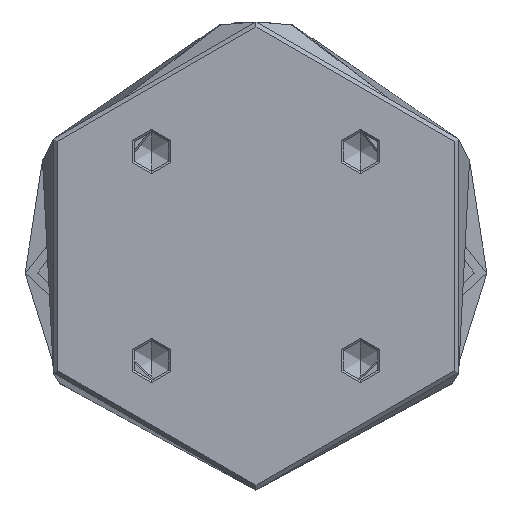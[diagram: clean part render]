
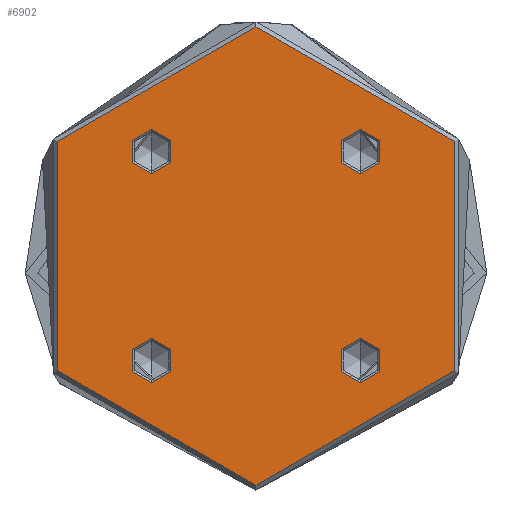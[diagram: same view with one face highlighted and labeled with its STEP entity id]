
A CAD part, front view. The second image highlights one B-rep face of the part: STEP entity #6902.
In plain terms, the highlighted face is planar.
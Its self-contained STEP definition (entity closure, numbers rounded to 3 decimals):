
#24 = DIRECTION ( 'NONE',  ( 0., 0., 1. ) ) ;
#149 = DIRECTION ( 'NONE',  ( -1., 0., 0. ) ) ;
#274 = EDGE_CURVE ( 'NONE', #2649, #7149, #8015, .T. ) ;
#286 = DIRECTION ( 'NONE',  ( 1., 0., 0. ) ) ;
#305 = ORIENTED_EDGE ( 'NONE', *, *, #863, .F. ) ;
#439 = AXIS2_PLACEMENT_3D ( 'NONE', #5256, #4632, #3999 ) ;
#456 = EDGE_LOOP ( 'NONE', ( #305, #503 ) ) ;
#503 = ORIENTED_EDGE ( 'NONE', *, *, #3005, .F. ) ;
#533 = FACE_OUTER_BOUND ( 'NONE', #5490, .T. ) ;
#559 = VERTEX_POINT ( 'NONE', #3135 ) ;
#673 = DIRECTION ( 'NONE',  ( 0., 0., 1. ) ) ;
#863 = EDGE_CURVE ( 'NONE', #6208, #3811, #3513, .T. ) ;
#974 = DIRECTION ( 'NONE',  ( -1., 0., 0. ) ) ;
#1103 = EDGE_CURVE ( 'NONE', #3244, #8038, #3303, .T. ) ;
#1113 = CARTESIAN_POINT ( 'NONE',  ( 21.213, 21.213, 0. ) ) ;
#1120 = ORIENTED_EDGE ( 'NONE', *, *, #274, .T. ) ;
#1217 = ORIENTED_EDGE ( 'NONE', *, *, #7710, .T. ) ;
#1295 = CARTESIAN_POINT ( 'NONE',  ( -16.713, -21.213, 0. ) ) ;
#1505 = AXIS2_PLACEMENT_3D ( 'NONE', #7857, #4153, #286 ) ;
#1572 = CIRCLE ( 'NONE', #1960, 4.5 ) ;
#1702 = DIRECTION ( 'NONE',  ( 0., 0., -1. ) ) ;
#1766 = DIRECTION ( 'NONE',  ( 1., 0., 0. ) ) ;
#1790 = CARTESIAN_POINT ( 'NONE',  ( -46.5, 0., 0. ) ) ;
#1832 = ORIENTED_EDGE ( 'NONE', *, *, #6424, .T. ) ;
#1960 = AXIS2_PLACEMENT_3D ( 'NONE', #5507, #1702, #6130 ) ;
#2263 = FACE_BOUND ( 'NONE', #5319, .T. ) ;
#2373 = CARTESIAN_POINT ( 'NONE',  ( 0., 0., 0. ) ) ;
#2440 = ORIENTED_EDGE ( 'NONE', *, *, #4902, .T. ) ;
#2468 = FACE_BOUND ( 'NONE', #5300, .T. ) ;
#2589 = DIRECTION ( 'NONE',  ( 1., 0., 0. ) ) ;
#2622 = AXIS2_PLACEMENT_3D ( 'NONE', #7603, #7747, #4001 ) ;
#2649 = VERTEX_POINT ( 'NONE', #7402 ) ;
#2706 = ORIENTED_EDGE ( 'NONE', *, *, #5242, .F. ) ;
#2756 = CARTESIAN_POINT ( 'NONE',  ( 46.5, 0., 0. ) ) ;
#3005 = EDGE_CURVE ( 'NONE', #3811, #6208, #7155, .T. ) ;
#3112 = CARTESIAN_POINT ( 'NONE',  ( -25.713, -21.213, 0. ) ) ;
#3115 = ORIENTED_EDGE ( 'NONE', *, *, #5262, .F. ) ;
#3135 = CARTESIAN_POINT ( 'NONE',  ( 16.713, 21.213, 0. ) ) ;
#3244 = VERTEX_POINT ( 'NONE', #1790 ) ;
#3303 = CIRCLE ( 'NONE', #2622, 46.5 ) ;
#3312 = AXIS2_PLACEMENT_3D ( 'NONE', #8178, #24, #149 ) ;
#3368 = CIRCLE ( 'NONE', #3632, 4.5 ) ;
#3373 = AXIS2_PLACEMENT_3D ( 'NONE', #4172, #4792, #974 ) ;
#3391 = EDGE_CURVE ( 'NONE', #8038, #3244, #3653, .T. ) ;
#3513 = CIRCLE ( 'NONE', #3312, 4.5 ) ;
#3546 = DIRECTION ( 'NONE',  ( 0., 0., 1. ) ) ;
#3632 = AXIS2_PLACEMENT_3D ( 'NONE', #7314, #3546, #7904 ) ;
#3653 = CIRCLE ( 'NONE', #7608, 46.5 ) ;
#3728 = ORIENTED_EDGE ( 'NONE', *, *, #1103, .T. ) ;
#3807 = DIRECTION ( 'NONE',  ( 0., 0., -1. ) ) ;
#3811 = VERTEX_POINT ( 'NONE', #1295 ) ;
#3953 = FACE_BOUND ( 'NONE', #7809, .T. ) ;
#3999 = DIRECTION ( 'NONE',  ( -1., 0., 0. ) ) ;
#4001 = DIRECTION ( 'NONE',  ( 1., 0., 0. ) ) ;
#4138 = VERTEX_POINT ( 'NONE', #7436 ) ;
#4153 = DIRECTION ( 'NONE',  ( 0., 0., -1. ) ) ;
#4172 = CARTESIAN_POINT ( 'NONE',  ( 0., 0., 0. ) ) ;
#4514 = ORIENTED_EDGE ( 'NONE', *, *, #3391, .T. ) ;
#4632 = DIRECTION ( 'NONE',  ( 0., 0., 1. ) ) ;
#4766 = CARTESIAN_POINT ( 'NONE',  ( 16.713, -21.213, 0. ) ) ;
#4792 = DIRECTION ( 'NONE',  ( 0., 0., -1. ) ) ;
#4902 = EDGE_CURVE ( 'NONE', #7144, #7272, #5837, .T. ) ;
#5110 = AXIS2_PLACEMENT_3D ( 'NONE', #5703, #5728, #5781 ) ;
#5242 = EDGE_CURVE ( 'NONE', #4138, #559, #3368, .T. ) ;
#5256 = CARTESIAN_POINT ( 'NONE',  ( -21.213, -21.213, 0. ) ) ;
#5262 = EDGE_CURVE ( 'NONE', #559, #4138, #5924, .T. ) ;
#5300 = EDGE_LOOP ( 'NONE', ( #1120, #1217 ) ) ;
#5319 = EDGE_LOOP ( 'NONE', ( #2706, #3115 ) ) ;
#5404 = CARTESIAN_POINT ( 'NONE',  ( -16.713, 21.213, 0. ) ) ;
#5490 = EDGE_LOOP ( 'NONE', ( #3728, #4514 ) ) ;
#5507 = CARTESIAN_POINT ( 'NONE',  ( -21.213, 21.213, 0. ) ) ;
#5566 = DIRECTION ( 'NONE',  ( 0., 0., 1. ) ) ;
#5703 = CARTESIAN_POINT ( 'NONE',  ( -21.213, 21.213, 0. ) ) ;
#5728 = DIRECTION ( 'NONE',  ( 0., 0., -1. ) ) ;
#5781 = DIRECTION ( 'NONE',  ( -1., 0., 0. ) ) ;
#5812 = FACE_BOUND ( 'NONE', #456, .T. ) ;
#5837 = CIRCLE ( 'NONE', #6574, 4.5 ) ;
#5924 = CIRCLE ( 'NONE', #7752, 4.5 ) ;
#6130 = DIRECTION ( 'NONE',  ( -1., 0., 0. ) ) ;
#6208 = VERTEX_POINT ( 'NONE', #3112 ) ;
#6424 = EDGE_CURVE ( 'NONE', #7272, #7144, #7958, .T. ) ;
#6574 = AXIS2_PLACEMENT_3D ( 'NONE', #7544, #3807, #8148 ) ;
#6902 = ADVANCED_FACE ( 'NONE', ( #5812, #2468, #3953, #2263, #533 ), #7876, .F. ) ;
#7144 = VERTEX_POINT ( 'NONE', #4766 ) ;
#7149 = VERTEX_POINT ( 'NONE', #5404 ) ;
#7155 = CIRCLE ( 'NONE', #439, 4.5 ) ;
#7272 = VERTEX_POINT ( 'NONE', #7962 ) ;
#7314 = CARTESIAN_POINT ( 'NONE',  ( 21.213, 21.213, 0. ) ) ;
#7402 = CARTESIAN_POINT ( 'NONE',  ( -25.713, 21.213, 0. ) ) ;
#7436 = CARTESIAN_POINT ( 'NONE',  ( 25.713, 21.213, 0. ) ) ;
#7544 = CARTESIAN_POINT ( 'NONE',  ( 21.213, -21.213, 0. ) ) ;
#7603 = CARTESIAN_POINT ( 'NONE',  ( 0., 0., 0. ) ) ;
#7608 = AXIS2_PLACEMENT_3D ( 'NONE', #2373, #673, #2589 ) ;
#7710 = EDGE_CURVE ( 'NONE', #7149, #2649, #1572, .T. ) ;
#7747 = DIRECTION ( 'NONE',  ( 0., 0., 1. ) ) ;
#7752 = AXIS2_PLACEMENT_3D ( 'NONE', #1113, #5566, #1766 ) ;
#7809 = EDGE_LOOP ( 'NONE', ( #1832, #2440 ) ) ;
#7857 = CARTESIAN_POINT ( 'NONE',  ( 21.213, -21.213, 0. ) ) ;
#7876 = PLANE ( 'NONE',  #3373 ) ;
#7904 = DIRECTION ( 'NONE',  ( 1., 0., 0. ) ) ;
#7958 = CIRCLE ( 'NONE', #1505, 4.5 ) ;
#7962 = CARTESIAN_POINT ( 'NONE',  ( 25.713, -21.213, 0. ) ) ;
#8015 = CIRCLE ( 'NONE', #5110, 4.5 ) ;
#8038 = VERTEX_POINT ( 'NONE', #2756 ) ;
#8148 = DIRECTION ( 'NONE',  ( 1., 0., 0. ) ) ;
#8178 = CARTESIAN_POINT ( 'NONE',  ( -21.213, -21.213, 0. ) ) ;
